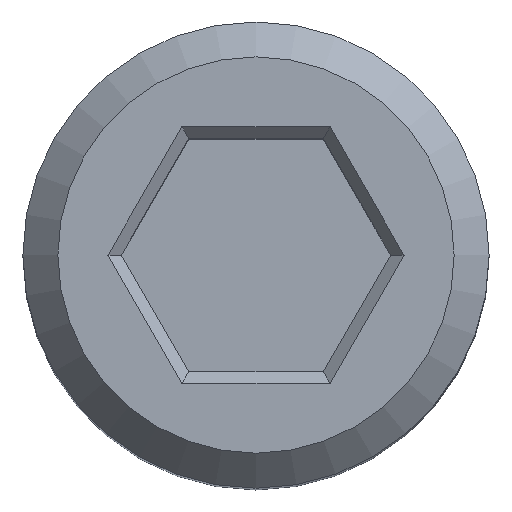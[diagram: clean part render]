
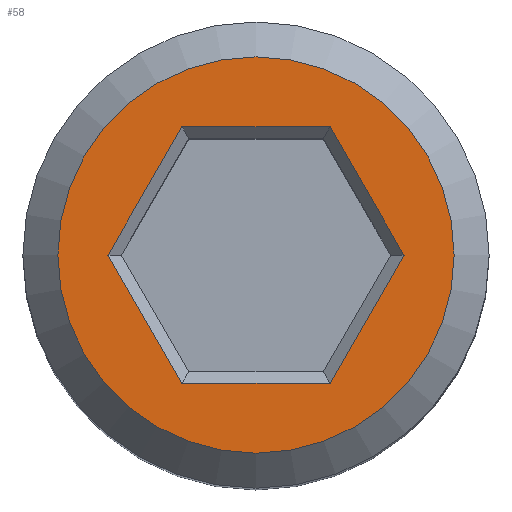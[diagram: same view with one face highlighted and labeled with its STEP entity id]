
A CAD part, top view. The second image highlights one B-rep face of the part: STEP entity #58.
In plain terms, the highlighted planar face has unit normal (0, 0, 1).
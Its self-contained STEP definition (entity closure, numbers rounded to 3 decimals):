
#58 = ADVANCED_FACE( '', ( #122, #123 ), #124, .F. );
#122 = FACE_BOUND( '', #195, .T. );
#123 = FACE_OUTER_BOUND( '', #196, .T. );
#124 = PLANE( '', #197 );
#195 = EDGE_LOOP( '', ( #299, #300, #301, #302, #303, #304 ) );
#196 = EDGE_LOOP( '', ( #305 ) );
#197 = AXIS2_PLACEMENT_3D( '', #306, #307, #308 );
#299 = ORIENTED_EDGE( '', *, *, #414, .T. );
#300 = ORIENTED_EDGE( '', *, *, #417, .T. );
#301 = ORIENTED_EDGE( '', *, *, #421, .T. );
#302 = ORIENTED_EDGE( '', *, *, #424, .T. );
#303 = ORIENTED_EDGE( '', *, *, #394, .T. );
#304 = ORIENTED_EDGE( '', *, *, #407, .T. );
#305 = ORIENTED_EDGE( '', *, *, #425, .T. );
#306 = CARTESIAN_POINT( '', ( 2., 0., 10.8 ) );
#307 = DIRECTION( '', ( 0., 0., -1. ) );
#308 = DIRECTION( '', ( -1., 0., 0. ) );
#394 = EDGE_CURVE( '', #452, #449, #453, .T. );
#407 = EDGE_CURVE( '', #449, #473, #475, .T. );
#414 = EDGE_CURVE( '', #473, #482, #484, .T. );
#417 = EDGE_CURVE( '', #482, #487, #489, .T. );
#421 = EDGE_CURVE( '', #487, #493, #495, .T. );
#424 = EDGE_CURVE( '', #493, #452, #498, .T. );
#425 = EDGE_CURVE( '', #499, #499, #500, .F. );
#449 = VERTEX_POINT( '', #529 );
#452 = VERTEX_POINT( '', #533 );
#453 = LINE( '', #534, #535 );
#473 = VERTEX_POINT( '', #564 );
#475 = LINE( '', #567, #568 );
#482 = VERTEX_POINT( '', #578 );
#484 = LINE( '', #581, #582 );
#487 = VERTEX_POINT( '', #585 );
#489 = LINE( '', #588, #589 );
#493 = VERTEX_POINT( '', #594 );
#495 = LINE( '', #597, #598 );
#498 = LINE( '', #602, #603 );
#499 = VERTEX_POINT( '', #604 );
#500 = CIRCLE( '', #605, 1.7 );
#529 = CARTESIAN_POINT( '', ( -1.27, 0., 10.8 ) );
#533 = CARTESIAN_POINT( '', ( -0.635, -1.1, 10.8 ) );
#534 = CARTESIAN_POINT( '', ( -0.453, -1.416, 10.8 ) );
#535 = VECTOR( '', #639, 1000. );
#564 = CARTESIAN_POINT( '', ( -0.635, 1.1, 10.8 ) );
#567 = CARTESIAN_POINT( '', ( -0.453, 1.416, 10.8 ) );
#568 = VECTOR( '', #650, 1000. );
#578 = CARTESIAN_POINT( '', ( 0.635, 1.1, 10.8 ) );
#581 = CARTESIAN_POINT( '', ( 2., 1.1, 10.8 ) );
#582 = VECTOR( '', #655, 1000. );
#585 = CARTESIAN_POINT( '', ( 1.27, 0., 10.8 ) );
#588 = CARTESIAN_POINT( '', ( 1.453, -0.316, 10.8 ) );
#589 = VECTOR( '', #657, 1000. );
#594 = CARTESIAN_POINT( '', ( 0.635, -1.1, 10.8 ) );
#597 = CARTESIAN_POINT( '', ( 1.453, 0.316, 10.8 ) );
#598 = VECTOR( '', #660, 1000. );
#602 = CARTESIAN_POINT( '', ( 2., -1.1, 10.8 ) );
#603 = VECTOR( '', #662, 1000. );
#604 = CARTESIAN_POINT( '', ( -1.7, 0., 10.8 ) );
#605 = AXIS2_PLACEMENT_3D( '', #663, #664, #665 );
#639 = DIRECTION( '', ( -0.5, 0.866, 0. ) );
#650 = DIRECTION( '', ( 0.5, 0.866, 0. ) );
#655 = DIRECTION( '', ( 1., 0., 0. ) );
#657 = DIRECTION( '', ( 0.5, -0.866, 0. ) );
#660 = DIRECTION( '', ( -0.5, -0.866, 0. ) );
#662 = DIRECTION( '', ( -1., 0., 0. ) );
#663 = CARTESIAN_POINT( '', ( 0., 0., 10.8 ) );
#664 = DIRECTION( '', ( 0., 0., -1. ) );
#665 = DIRECTION( '', ( -1., 0., 0. ) );
